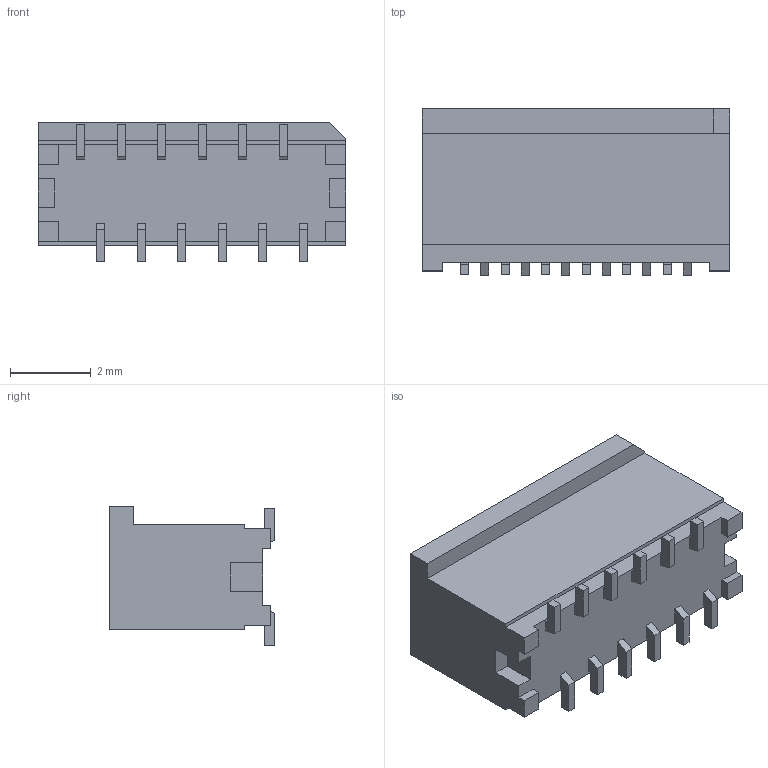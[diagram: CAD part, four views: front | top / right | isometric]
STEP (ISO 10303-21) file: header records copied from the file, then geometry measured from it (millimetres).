
FILE_DESCRIPTION((''),'2;1');
FILE_NAME('781271210','2016-12-05T',('ghp'),(''),'PRO/ENGINEER BY PARAMETRIC TECHNOLOGY CORPORATION, 2012310','PRO/ENGINEER BY PARAMETRIC TECHNOLOGY CORPORATION, 2012310','');
FILE_SCHEMA(('CONFIG_CONTROL_DESIGN'));
Length unit declared in the file: millimetre
Products named in the file (1): 781271210
Bounding box: 7.6 x 4.1 x 3.45 mm (x, y, z)
Volume: 63.6 mm3; surface area: 242.4 mm2
Topology: 1 solids, 1 shells, 330 faces, 953 edges, 650 vertices
Faces by surface type: plane 282, cylinder 48
Entity records: 10716 total; most frequent: CARTESIAN_POINT 1994, ORIENTED_EDGE 1810, DIRECTION 1663, EDGE_CURVE 905, VECTOR 857, LINE 857, VERTEX_POINT 602, AXIS2_PLACEMENT_3D 403
